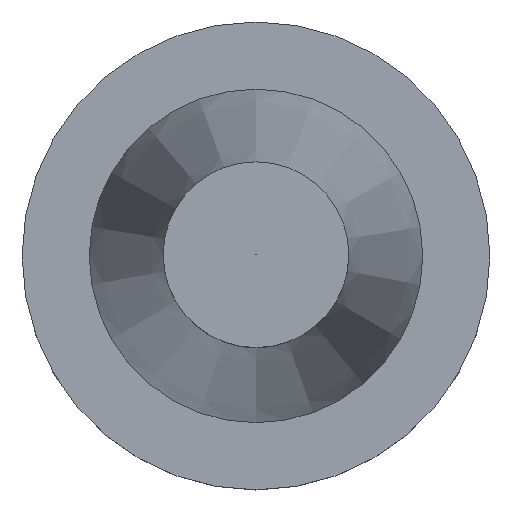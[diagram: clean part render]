
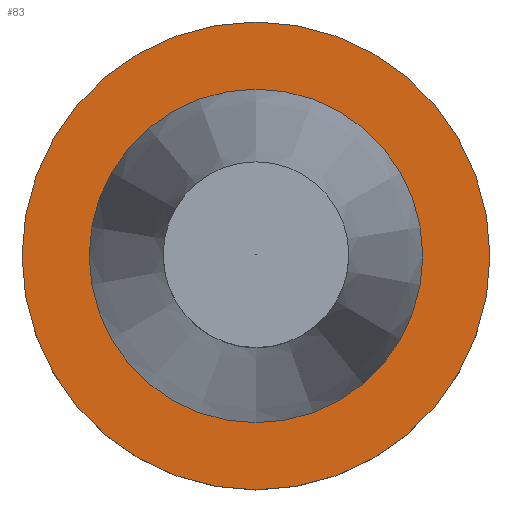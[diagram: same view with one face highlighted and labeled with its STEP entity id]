
A CAD part, top view. The second image highlights one B-rep face of the part: STEP entity #83.
In plain terms, the highlighted planar face has unit normal (0, 0, 1).
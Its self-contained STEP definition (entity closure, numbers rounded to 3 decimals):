
#45=FACE_BOUND('',#115,.T.);
#46=FACE_BOUND('',#116,.T.);
#83=ADVANCED_FACE('',(#45,#46),#93,.F.);
#93=PLANE('',#294);
#115=EDGE_LOOP('',(#149));
#116=EDGE_LOOP('',(#150,#151));
#149=ORIENTED_EDGE('',*,*,#213,.T.);
#150=ORIENTED_EDGE('',*,*,#214,.T.);
#151=ORIENTED_EDGE('',*,*,#215,.T.);
#189=VERTEX_POINT('',#425);
#190=VERTEX_POINT('',#428);
#191=VERTEX_POINT('',#429);
#213=EDGE_CURVE('',#189,#189,#239,.T.);
#214=EDGE_CURVE('',#190,#191,#240,.T.);
#215=EDGE_CURVE('',#191,#190,#241,.T.);
#239=CIRCLE('',#290,31.5);
#240=CIRCLE('',#292,22.458);
#241=CIRCLE('',#293,22.458);
#290=AXIS2_PLACEMENT_3D('',#424,#350,#351);
#292=AXIS2_PLACEMENT_3D('',#427,#354,#355);
#293=AXIS2_PLACEMENT_3D('',#430,#356,#357);
#294=AXIS2_PLACEMENT_3D('',#431,#358,#359);
#350=DIRECTION('',(0.,0.,1.));
#351=DIRECTION('',(-1.,0.,0.));
#354=DIRECTION('',(0.,0.,-1.));
#355=DIRECTION('',(-1.,0.,0.));
#356=DIRECTION('',(0.,0.,-1.));
#357=DIRECTION('',(-1.,0.,0.));
#358=DIRECTION('',(0.,0.,-1.));
#359=DIRECTION('',(0.,1.,0.));
#424=CARTESIAN_POINT('',(0.,0.,-1.6));
#425=CARTESIAN_POINT('',(-31.5,0.,-1.6));
#427=CARTESIAN_POINT('',(0.,0.,-1.6));
#428=CARTESIAN_POINT('',(0.,22.458,-1.6));
#429=CARTESIAN_POINT('',(0.,-22.458,-1.6));
#430=CARTESIAN_POINT('',(0.,0.,-1.6));
#431=CARTESIAN_POINT('',(0.,0.,-1.6));
